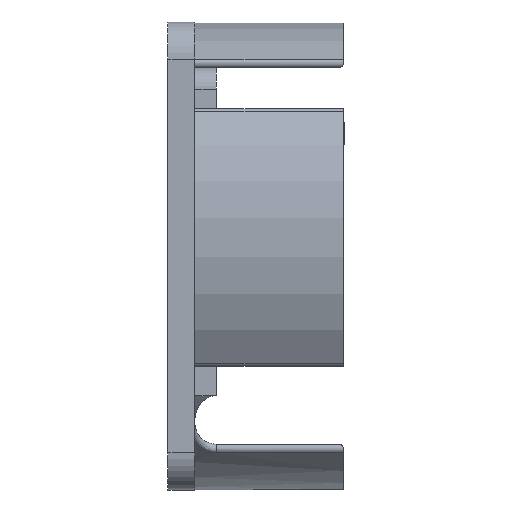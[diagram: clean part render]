
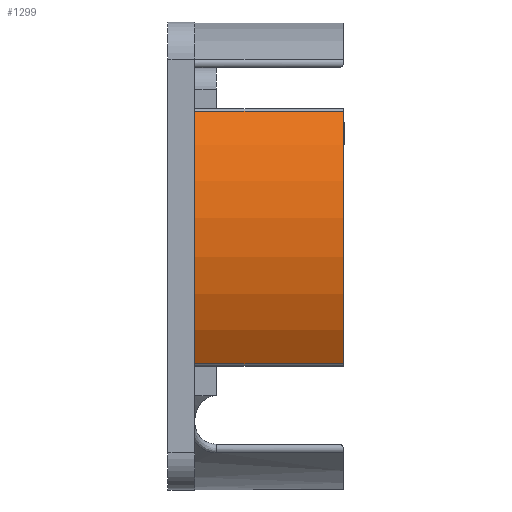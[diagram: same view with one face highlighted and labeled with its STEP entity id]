
A CAD part, left-side view. The second image highlights one B-rep face of the part: STEP entity #1299.
In plain terms, the highlighted cylindrical face has radius 40.205 mm (diameter 80.409 mm), a partial arc.
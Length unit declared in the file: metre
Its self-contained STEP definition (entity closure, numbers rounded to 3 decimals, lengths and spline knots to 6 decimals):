
#36=CYLINDRICAL_SURFACE('',#1417,0.040204);
#69=CIRCLE('',#1343,0.040204);
#87=CIRCLE('',#1418,0.040204);
#391=ORIENTED_EDGE('',*,*,#504,.T.);
#392=ORIENTED_EDGE('',*,*,#630,.T.);
#393=ORIENTED_EDGE('',*,*,#631,.F.);
#394=ORIENTED_EDGE('',*,*,#632,.T.);
#504=EDGE_CURVE('',#690,#689,#69,.T.);
#630=EDGE_CURVE('',#689,#761,#894,.F.);
#631=EDGE_CURVE('',#762,#761,#87,.T.);
#632=EDGE_CURVE('',#762,#690,#895,.T.);
#689=VERTEX_POINT('',#1898);
#690=VERTEX_POINT('',#1900);
#761=VERTEX_POINT('',#2196);
#762=VERTEX_POINT('',#2198);
#894=LINE('',#2195,#1026);
#895=LINE('',#2199,#1027);
#1026=VECTOR('',#1749,1.);
#1027=VECTOR('',#1752,1.);
#1097=EDGE_LOOP('',(#391,#392,#393,#394));
#1177=FACE_BOUND('',#1097,.T.);
#1299=ADVANCED_FACE('',(#1177),#36,.T.);
#1343=AXIS2_PLACEMENT_3D('',#1899,#1499,#1500);
#1417=AXIS2_PLACEMENT_3D('',#2194,#1747,#1748);
#1418=AXIS2_PLACEMENT_3D('',#2197,#1750,#1751);
#1499=DIRECTION('',(0.,-1.,0.));
#1500=DIRECTION('',(0.,0.,-1.));
#1747=DIRECTION('',(0.,1.,0.));
#1748=DIRECTION('',(0.,0.,1.));
#1749=DIRECTION('',(0.,1.,0.));
#1750=DIRECTION('',(0.,-1.,0.));
#1751=DIRECTION('',(0.,0.,-1.));
#1752=DIRECTION('',(0.,1.,0.));
#1898=CARTESIAN_POINT('',(-0.03356,-0.0046,-0.018453));
#1899=CARTESIAN_POINT('',(0.000337,-0.0046,0.003166));
#1900=CARTESIAN_POINT('',(-0.03356,-0.0046,0.024784));
#2194=CARTESIAN_POINT('',(0.000337,-0.03,0.003166));
#2195=CARTESIAN_POINT('',(-0.03356,-0.03,-0.018453));
#2196=CARTESIAN_POINT('',(-0.03356,-0.03,-0.018453));
#2197=CARTESIAN_POINT('',(0.000337,-0.03,0.003166));
#2198=CARTESIAN_POINT('',(-0.03356,-0.03,0.024784));
#2199=CARTESIAN_POINT('',(-0.03356,-0.03,0.024784));
